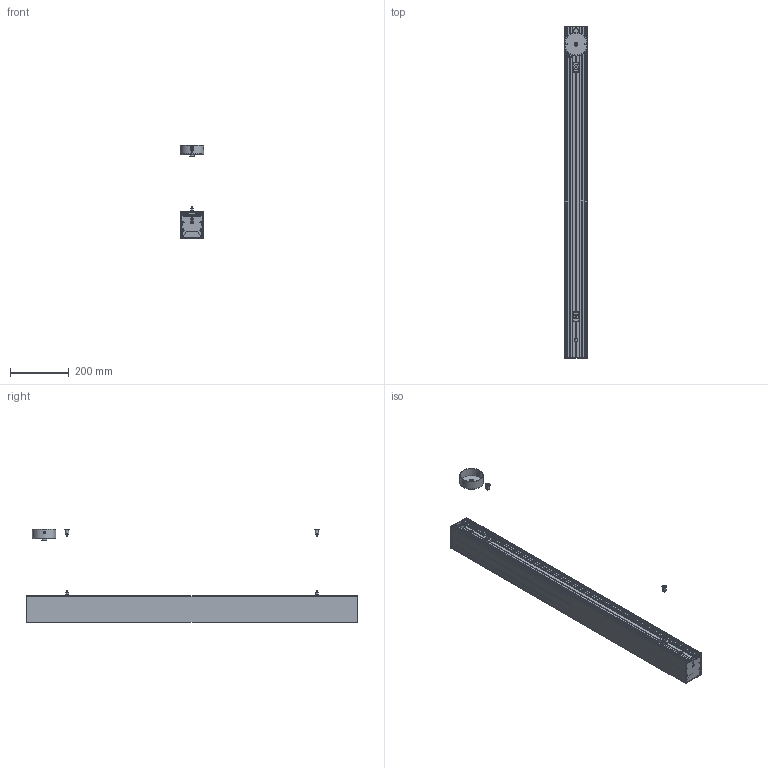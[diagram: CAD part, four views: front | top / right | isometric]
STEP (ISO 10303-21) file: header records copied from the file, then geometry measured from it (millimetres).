
FILE_DESCRIPTION(/* description */ ('This is a sample STEP configuration'),/* implementation_level */ '2;1');
FILE_NAME(/* name */ '728-201043xxxxxx SIMPLE.ipt_Rev_00.1.stp',/* time_stamp */ '2023-03-31T09:53:30+02:00',/* author */ ('powerJobs'),/* organization */ ('coolOrange'),/* preprocessor_version */ 'ST-DEVELOPER v19.2',/* originating_system */ 'Autodesk Inventor 2023',/* authorisation */ '');
FILE_SCHEMA (('AUTOMOTIVE_DESIGN { 1 0 10303 214 3 1 1 }'));
Products named in the file (1): ENG000025904
Bounding box: 80.3 x 1130.5 x 317 mm (x, y, z)
Volume: 1053954.6 mm3; surface area: 1139210.8 mm2
Topology: 4 solids, 4 shells, 2304 faces, 5866 edges, 3601 vertices
Faces by surface type: cylinder 985, plane 802, bspline 254, torus 110, sphere 78, cone 75
Full cylindrical faces by diameter (mm): 3.242 x1, 3.5 x2, 3.9 x2, 4 x3, 4.134 x1, 4.2 x1, 4.9 x2, 5 x4, 5.1 x2, 5.4 x2, 5.5 x2, 6 x1, 6.5 x1, 7.3 x1, 8 x2, 8.5 x2, 8.6 x2, 8.667 x2, 9.3 x2, 9.5 x2, 9.8 x2, 10 x2, 10.3 x2, 10.5 x2, 11.5 x1, 12 x5, 12.85 x2, 13 x1, 13.2 x1, 15.85 x2
Entity records: 77192 total; most frequent: CARTESIAN_POINT 21278, DIRECTION 12033, ORIENTED_EDGE 11694, EDGE_CURVE 5847, AXIS2_PLACEMENT_3D 4579, VERTEX_POINT 3601, LINE 2875, VECTOR 2875
